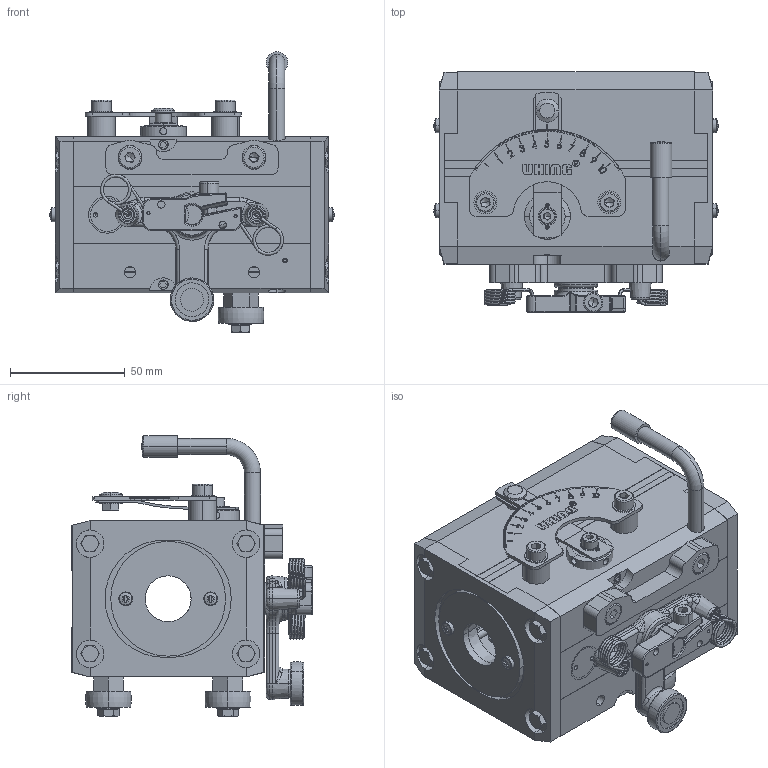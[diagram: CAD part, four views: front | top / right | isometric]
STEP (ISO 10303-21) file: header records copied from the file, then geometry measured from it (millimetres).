
FILE_DESCRIPTION (( 'STEP AP214' ), '1' );
FILE_NAME ('523202200_links.STEP', '2019-10-17T12:22:29', ( '' ), ( '' ), 'SwSTEP 2.0', 'SolidWorks 2019', '' );
FILE_SCHEMA (( 'AUTOMOTIVE_DESIGN' ));
Length unit declared in the file: millimetre
Products named in the file (1): 523202200_links
Bounding box: 123.74 x 104.8 x 122.25 mm (x, y, z)
Volume: 325374.5 mm3; surface area: 179003.1 mm2
Topology: 84 solids, 84 shells, 3832 faces, 10046 edges, 6441 vertices
Faces by surface type: plane 1916, cylinder 1156, cone 339, bspline 193, torus 164, sphere 64
Entity records: 174421 total; most frequent: CARTESIAN_POINT 38111, ORIENTED_EDGE 19812, DIRECTION 18993, EDGE_CURVE 9906, AXIS2_PLACEMENT_3D 6843, VERTEX_POINT 6395, LINE 5307, VECTOR 5307
